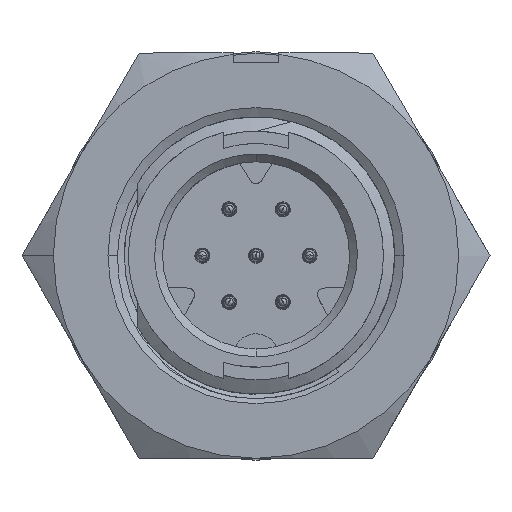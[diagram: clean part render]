
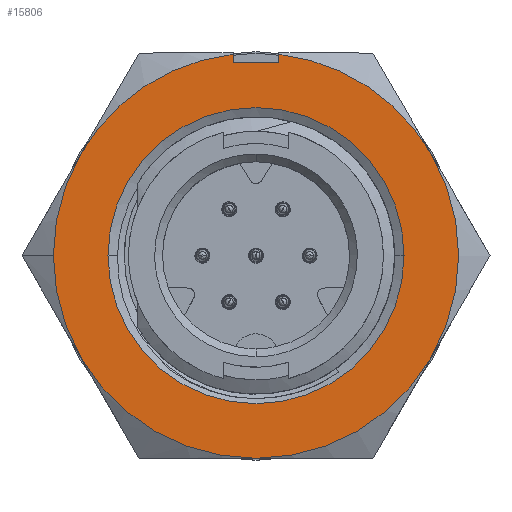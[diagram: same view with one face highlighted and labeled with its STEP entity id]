
A CAD part, top view. The second image highlights one B-rep face of the part: STEP entity #15806.
In plain terms, the highlighted planar face has unit normal (0, 0, 1).
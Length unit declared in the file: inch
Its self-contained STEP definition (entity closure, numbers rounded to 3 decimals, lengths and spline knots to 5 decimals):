
#12 = DIRECTION ( 'NONE',  ( -1., 0., 0. ) ) ;
#72 = EDGE_CURVE ( 'NONE', #12462, #3626, #15335, .T. ) ;
#170 = AXIS2_PLACEMENT_3D ( 'NONE', #8760, #20250, #10413 ) ;
#226 = CARTESIAN_POINT ( 'NONE',  ( -0.035, 0.35188, 0.3611 ) ) ;
#373 = EDGE_CURVE ( 'NONE', #7737, #2135, #14307, .T. ) ;
#394 = CARTESIAN_POINT ( 'NONE',  ( -0.31, 0., 0.3611 ) ) ;
#489 = AXIS2_PLACEMENT_3D ( 'NONE', #21271, #16393, #6516 ) ;
#501 = EDGE_CURVE ( 'NONE', #1401, #21373, #3979, .T. ) ;
#633 = DIRECTION ( 'NONE',  ( 1., 0., 0. ) ) ;
#654 = DIRECTION ( 'NONE',  ( -1., 0., 0. ) ) ;
#1401 = VERTEX_POINT ( 'NONE', #8905 ) ;
#1544 = DIRECTION ( 'NONE',  ( 1., 0., 0. ) ) ;
#1689 = AXIS2_PLACEMENT_3D ( 'NONE', #5758, #17264, #7407 ) ;
#1912 = VERTEX_POINT ( 'NONE', #11529 ) ;
#2135 = VERTEX_POINT ( 'NONE', #15404 ) ;
#2393 = CARTESIAN_POINT ( 'NONE',  ( 0.035, -0.62, 0.3611 ) ) ;
#2825 = CIRCLE ( 'NONE', #170, 0.31 ) ;
#2889 = CARTESIAN_POINT ( 'NONE',  ( 0., 0., 0.3611 ) ) ;
#3066 = CIRCLE ( 'NONE', #20636, 0.31 ) ;
#3626 = VERTEX_POINT ( 'NONE', #5302 ) ;
#3711 = ORIENTED_EDGE ( 'NONE', *, *, #72, .T. ) ;
#3763 = CARTESIAN_POINT ( 'NONE',  ( 0., 0., 0.3611 ) ) ;
#3852 = CARTESIAN_POINT ( 'NONE',  ( 0.035, 0.295, 0.3611 ) ) ;
#3979 = CIRCLE ( 'NONE', #1689, 0.31 ) ;
#4092 = EDGE_LOOP ( 'NONE', ( #20006, #9854 ) ) ;
#4336 = AXIS2_PLACEMENT_3D ( 'NONE', #21284, #11440, #1544 ) ;
#4551 = DIRECTION ( 'NONE',  ( -1., 0., 0. ) ) ;
#4586 = FACE_BOUND ( 'NONE', #4092, .T. ) ;
#4737 = CARTESIAN_POINT ( 'NONE',  ( 0.2265, 0., 0.3611 ) ) ;
#5302 = CARTESIAN_POINT ( 'NONE',  ( -0.035, 0.295, 0.3611 ) ) ;
#5436 = DIRECTION ( 'NONE',  ( -1., 0., 0. ) ) ;
#5758 = CARTESIAN_POINT ( 'NONE',  ( 0., 0., 0.3611 ) ) ;
#6028 = EDGE_CURVE ( 'NONE', #1912, #7737, #6724, .T. ) ;
#6280 = DIRECTION ( 'NONE',  ( -1., 0., 0. ) ) ;
#6516 = DIRECTION ( 'NONE',  ( -1., 0., 0. ) ) ;
#6544 = VECTOR ( 'NONE', #6280, 39.37008 ) ;
#6724 = CIRCLE ( 'NONE', #18450, 0.31 ) ;
#6763 = VERTEX_POINT ( 'NONE', #18012 ) ;
#7152 = CARTESIAN_POINT ( 'NONE',  ( 0., 0., 0.3611 ) ) ;
#7159 = EDGE_CURVE ( 'NONE', #8842, #6763, #8785, .T. ) ;
#7279 = VERTEX_POINT ( 'NONE', #18171 ) ;
#7375 = ORIENTED_EDGE ( 'NONE', *, *, #12413, .F. ) ;
#7407 = DIRECTION ( 'NONE',  ( -1., 0., 0. ) ) ;
#7737 = VERTEX_POINT ( 'NONE', #11071 ) ;
#8268 = ORIENTED_EDGE ( 'NONE', *, *, #13606, .F. ) ;
#8624 = ORIENTED_EDGE ( 'NONE', *, *, #10771, .F. ) ;
#8746 = CARTESIAN_POINT ( 'NONE',  ( 0.035, 0.30802, 0.3611 ) ) ;
#8760 = CARTESIAN_POINT ( 'NONE',  ( 0., 0., 0.3611 ) ) ;
#8785 = CIRCLE ( 'NONE', #4336, 0.2265 ) ;
#8821 = DIRECTION ( 'NONE',  ( -1., 0., 0. ) ) ;
#8842 = VERTEX_POINT ( 'NONE', #4737 ) ;
#8905 = CARTESIAN_POINT ( 'NONE',  ( -0.26847, -0.155, 0.3611 ) ) ;
#8972 = ORIENTED_EDGE ( 'NONE', *, *, #373, .F. ) ;
#9047 = VECTOR ( 'NONE', #17159, 39.37008 ) ;
#9204 = AXIS2_PLACEMENT_3D ( 'NONE', #19770, #9937, #12 ) ;
#9854 = ORIENTED_EDGE ( 'NONE', *, *, #20275, .F. ) ;
#9937 = DIRECTION ( 'NONE',  ( 0., 0., -1. ) ) ;
#10413 = DIRECTION ( 'NONE',  ( -1., 0., 0. ) ) ;
#10538 = DIRECTION ( 'NONE',  ( 0., 0., 1. ) ) ;
#10563 = DIRECTION ( 'NONE',  ( 0., 0., -1. ) ) ;
#10771 = EDGE_CURVE ( 'NONE', #17872, #1912, #3066, .T. ) ;
#10784 = ORIENTED_EDGE ( 'NONE', *, *, #501, .F. ) ;
#11042 = ORIENTED_EDGE ( 'NONE', *, *, #6028, .F. ) ;
#11071 = CARTESIAN_POINT ( 'NONE',  ( 0.26847, -0.155, 0.3611 ) ) ;
#11440 = DIRECTION ( 'NONE',  ( 0., 0., 1. ) ) ;
#11529 = CARTESIAN_POINT ( 'NONE',  ( 0.26847, 0.155, 0.3611 ) ) ;
#12101 = VERTEX_POINT ( 'NONE', #16115 ) ;
#12413 = EDGE_CURVE ( 'NONE', #21373, #7279, #2825, .T. ) ;
#12462 = VERTEX_POINT ( 'NONE', #3852 ) ;
#13181 = AXIS2_PLACEMENT_3D ( 'NONE', #2889, #14441, #4551 ) ;
#13606 = EDGE_CURVE ( 'NONE', #7279, #12101, #21337, .T. ) ;
#13978 = AXIS2_PLACEMENT_3D ( 'NONE', #20384, #10538, #633 ) ;
#14094 = ORIENTED_EDGE ( 'NONE', *, *, #20812, .T. ) ;
#14307 = CIRCLE ( 'NONE', #13181, 0.31 ) ;
#14441 = DIRECTION ( 'NONE',  ( 0., 0., -1. ) ) ;
#15122 = DIRECTION ( 'NONE',  ( 0., 1., 0. ) ) ;
#15306 = DIRECTION ( 'NONE',  ( 0., 0., -1. ) ) ;
#15335 = LINE ( 'NONE', #17776, #6544 ) ;
#15404 = CARTESIAN_POINT ( 'NONE',  ( 0., -0.31, 0.3611 ) ) ;
#15721 = VECTOR ( 'NONE', #15122, 39.37008 ) ;
#15806 = ADVANCED_FACE ( 'NONE', ( #21070, #4586 ), #19400, .F. ) ;
#16115 = CARTESIAN_POINT ( 'NONE',  ( -0.035, 0.30802, 0.3611 ) ) ;
#16224 = LINE ( 'NONE', #226, #15721 ) ;
#16393 = DIRECTION ( 'NONE',  ( 0., 0., -1. ) ) ;
#16481 = CIRCLE ( 'NONE', #13978, 0.2265 ) ;
#16816 = ORIENTED_EDGE ( 'NONE', *, *, #17329, .F. ) ;
#16999 = EDGE_LOOP ( 'NONE', ( #20859, #3711, #14094, #8268, #7375, #10784, #16816, #8972, #11042, #8624 ) ) ;
#17159 = DIRECTION ( 'NONE',  ( 0., 1., 0. ) ) ;
#17264 = DIRECTION ( 'NONE',  ( 0., 0., -1. ) ) ;
#17329 = EDGE_CURVE ( 'NONE', #2135, #1401, #19987, .T. ) ;
#17769 = LINE ( 'NONE', #2393, #9047 ) ;
#17776 = CARTESIAN_POINT ( 'NONE',  ( -0.035, 0.295, 0.3611 ) ) ;
#17872 = VERTEX_POINT ( 'NONE', #8746 ) ;
#18012 = CARTESIAN_POINT ( 'NONE',  ( -0.2265, 0., 0.3611 ) ) ;
#18171 = CARTESIAN_POINT ( 'NONE',  ( -0.26847, 0.155, 0.3611 ) ) ;
#18450 = AXIS2_PLACEMENT_3D ( 'NONE', #20411, #10563, #654 ) ;
#18644 = DIRECTION ( 'NONE',  ( 0., 0., -1. ) ) ;
#19400 = PLANE ( 'NONE',  #489 ) ;
#19541 = AXIS2_PLACEMENT_3D ( 'NONE', #3763, #15306, #5436 ) ;
#19770 = CARTESIAN_POINT ( 'NONE',  ( 0., 0., 0.3611 ) ) ;
#19987 = CIRCLE ( 'NONE', #19541, 0.31 ) ;
#20006 = ORIENTED_EDGE ( 'NONE', *, *, #7159, .F. ) ;
#20250 = DIRECTION ( 'NONE',  ( 0., 0., -1. ) ) ;
#20275 = EDGE_CURVE ( 'NONE', #6763, #8842, #16481, .T. ) ;
#20384 = CARTESIAN_POINT ( 'NONE',  ( 0., 0., 0.3611 ) ) ;
#20411 = CARTESIAN_POINT ( 'NONE',  ( 0., 0., 0.3611 ) ) ;
#20636 = AXIS2_PLACEMENT_3D ( 'NONE', #7152, #18644, #8821 ) ;
#20812 = EDGE_CURVE ( 'NONE', #3626, #12101, #16224, .T. ) ;
#20859 = ORIENTED_EDGE ( 'NONE', *, *, #21112, .F. ) ;
#21070 = FACE_OUTER_BOUND ( 'NONE', #16999, .T. ) ;
#21112 = EDGE_CURVE ( 'NONE', #12462, #17872, #17769, .T. ) ;
#21271 = CARTESIAN_POINT ( 'NONE',  ( 0., -0.62, 0.3611 ) ) ;
#21284 = CARTESIAN_POINT ( 'NONE',  ( 0., 0., 0.3611 ) ) ;
#21337 = CIRCLE ( 'NONE', #9204, 0.31 ) ;
#21373 = VERTEX_POINT ( 'NONE', #394 ) ;
